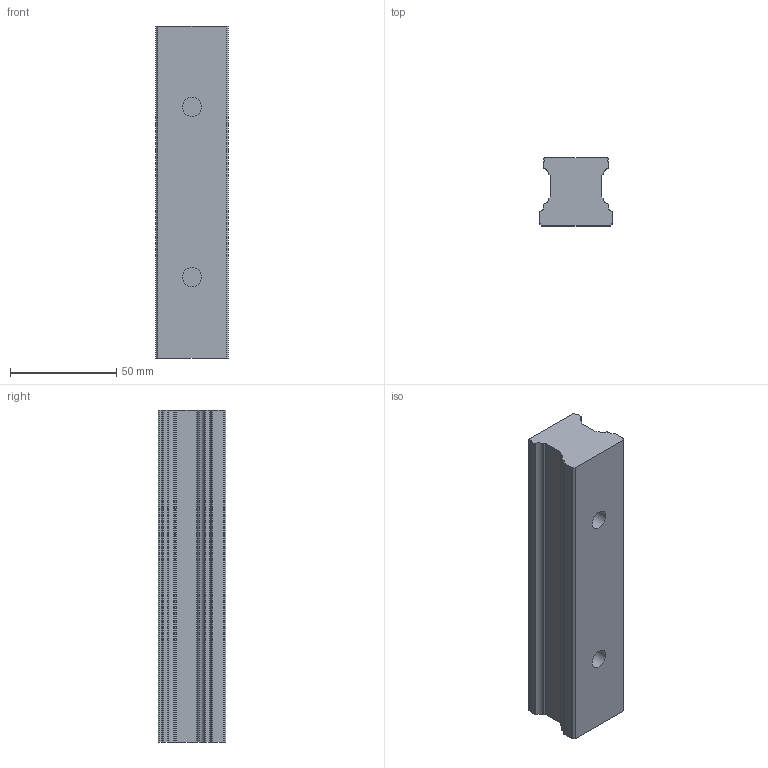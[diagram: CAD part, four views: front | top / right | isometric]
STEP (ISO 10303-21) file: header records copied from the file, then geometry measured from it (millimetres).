
FILE_DESCRIPTION (( 'STEP AP214' ), '1' );
FILE_NAME ('Rexroth-Ball-Rail-R160530431-156-38.step', '2020-07-02T10:06:04', ( '' ), ( '' ), 'SwSTEP 2.0', 'SolidWorks 2010', '' );
FILE_SCHEMA (( 'AUTOMOTIVE_DESIGN' ));
Length unit declared in the file: millimetre
Products named in the file (3): Rexroth-Ball-Rail-R160530431-156-38_Rail-1605-35-Hole-Plug-BoschRexroth; Rexroth-Hole-Plug-1605-300-80_Hole-Plug-35-BoschRexroth; Rexroth-Ball-Rail-R160530431-156-38
Assembly tree (3 placements, depth 2):
  Rexroth-Ball-Rail-R160530431-156-38
    Rexroth-Hole-Plug-1605-300-80_Hole-Plug-35-BoschRexroth  x2
    Rexroth-Ball-Rail-R160530431-156-38_Rail-1605-35-Hole-Plug-BoschRexroth
Bounding box: 34 x 31.85 x 156 mm (x, y, z)
Volume: 134044.4 mm3; surface area: 25914.6 mm2
Topology: 3 solids, 3 shells, 70 faces, 178 edges, 118 vertices
Faces by surface type: cylinder 34, plane 32, cone 4
Full cylindrical faces by diameter (mm): 9 x2, 14.65 x2, 15 x2
Entity records: 2106 total; most frequent: DIRECTION 372, CARTESIAN_POINT 346, ORIENTED_EDGE 326, EDGE_CURVE 163, AXIS2_PLACEMENT_3D 139, VERTEX_POINT 113, LINE 94, VECTOR 94
